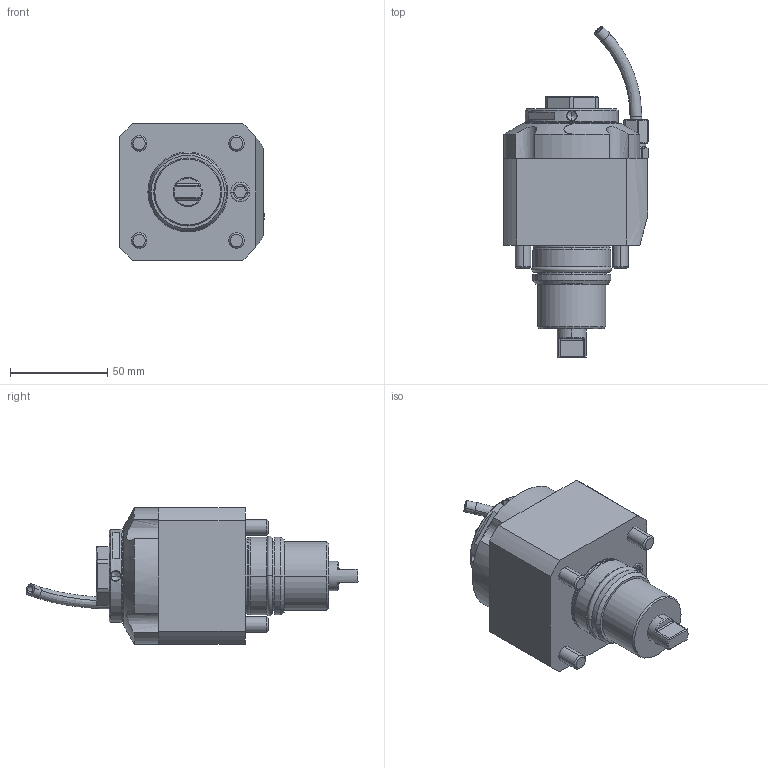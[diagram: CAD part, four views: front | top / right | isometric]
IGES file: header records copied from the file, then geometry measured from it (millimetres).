
Start section:  PTC IGES file: ngt2_40_105_25_1_bl.igs
Global section: file name: ngt2_40_105_25_1_bl.igs; native system: Pro/ENGINEER by Parametric Technology Corporation; preprocessor: 2010280; author: vali; organization: Unknown; date: 20220830.084552; units: millimetre
Bounding box: 74.35 x 170.67 x 70 mm (x, y, z)
Volume: 346821.4 mm3; surface area: 39416.1 mm2
Topology: 1 solids, 1 shells, 236 faces, 575 edges, 353 vertices
Faces by surface type: revolution 153, bspline 83
